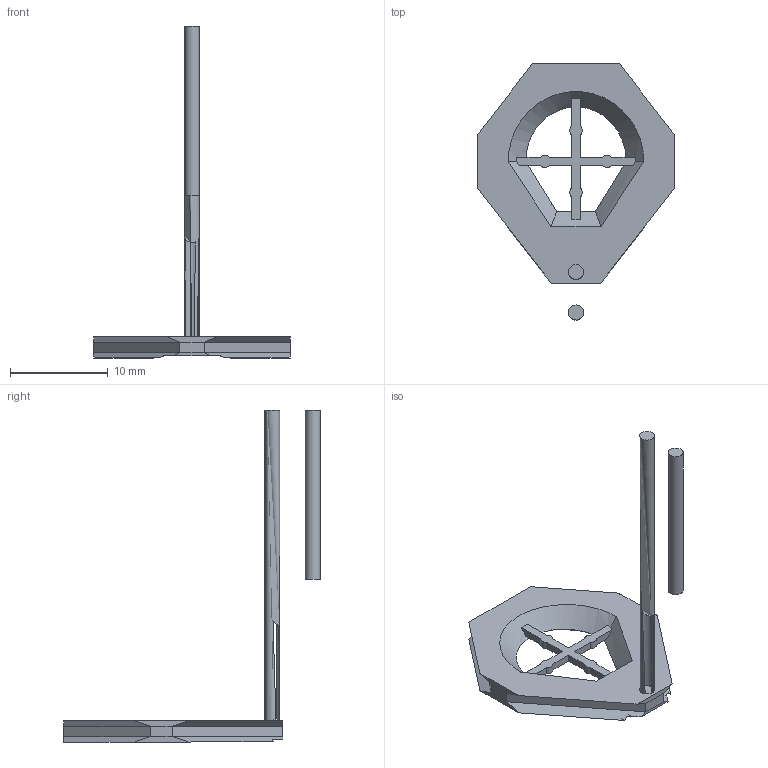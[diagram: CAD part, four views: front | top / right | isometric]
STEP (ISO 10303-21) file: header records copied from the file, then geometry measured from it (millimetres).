
FILE_DESCRIPTION(('FreeCAD Model'),'2;1');
FILE_NAME('Open CASCADE Shape Model','2021-12-15T13:42:54',('Author'),( ''),'Open CASCADE STEP processor 7.5','FreeCAD','Unknown');
FILE_SCHEMA(('AUTOMOTIVE_DESIGN { 1 0 10303 214 1 1 1 1 }'));
Length unit declared in the file: millimetre
Products named in the file (1): Body
Bounding box: 20.07 x 26.21 x 33.91 mm (x, y, z)
Volume: 434.5 mm3; surface area: 1050.9 mm2
Topology: 1 solids, 1 shells, 80 faces, 222 edges, 140 vertices
Faces by surface type: plane 39, bspline 20, cylinder 18, extrusion 2, torus 1
Full cylindrical faces by diameter (mm): 1.524 x2
Entity records: 8267 total; most frequent: CARTESIAN_POINT 4151, DIRECTION 639, ORIENTED_EDGE 444, PCURVE 444, DEFINITIONAL_REPRESENTATION 444, VECTOR 411, LINE 409, EDGE_CURVE 222
